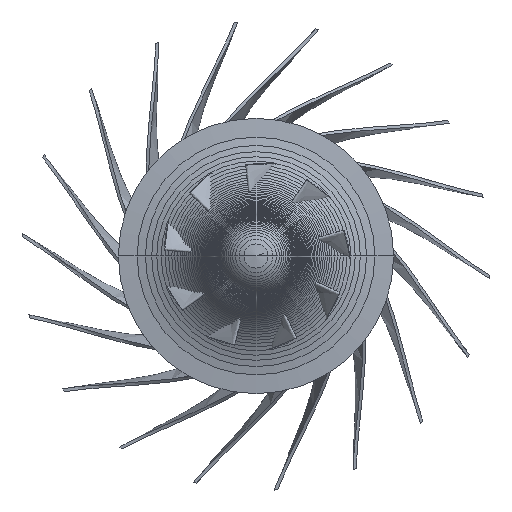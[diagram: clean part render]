
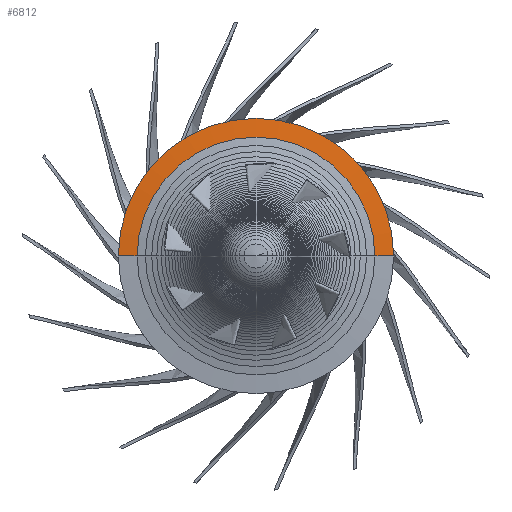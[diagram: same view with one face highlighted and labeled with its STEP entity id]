
A CAD part, left-side view. The second image highlights one B-rep face of the part: STEP entity #6812.
In plain terms, the highlighted conical face has half-angle 84.52 degrees and reference radius 9.622 mm.
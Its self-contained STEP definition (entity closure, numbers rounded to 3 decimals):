
#93 = PLANE('',#94);
#94 = AXIS2_PLACEMENT_3D('',#95,#96,#97);
#95 = CARTESIAN_POINT('',(10.141,0.,
    0.));
#96 = DIRECTION('',(0.,0.,1.));
#97 = DIRECTION('',(1.,0.,-0.));
#1924 = VERTEX_POINT('',#1925);
#1925 = CARTESIAN_POINT('',(10.1,-9.622,
    0.));
#1938 = CONICAL_SURFACE('',#1939,8.948,1.357);
#1939 = AXIS2_PLACEMENT_3D('',#1940,#1941,#1942);
#1940 = CARTESIAN_POINT('',(9.953,0.,0.));
#1941 = DIRECTION('',(1.,0.,0.));
#1942 = DIRECTION('',(-0.,1.,0.));
#1949 = EDGE_CURVE('',#1924,#1950,#1952,.T.);
#1950 = VERTEX_POINT('',#1951);
#1951 = CARTESIAN_POINT('',(10.246,-11.148,
    0.));
#1952 = SURFACE_CURVE('',#1953,(#1957,#1963),.PCURVE_S1.);
#1953 = LINE('',#1954,#1955);
#1954 = CARTESIAN_POINT('',(9.177,0.,0.));
#1955 = VECTOR('',#1956,1.);
#1956 = DIRECTION('',(0.095,-0.995,0.));
#1957 = PCURVE('',#93,#1958);
#1958 = DEFINITIONAL_REPRESENTATION('',(#1959),#1962);
#1959 = B_SPLINE_CURVE_WITH_KNOTS('',1,(#1960,#1961),.UNSPECIFIED.,.F.,
  .F.,(2,2),(9.666,11.199),.PIECEWISE_BEZIER_KNOTS.);
#1960 = CARTESIAN_POINT('',(-0.041,-9.622));
#1961 = CARTESIAN_POINT('',(0.105,-11.148));
#1962 = ( GEOMETRIC_REPRESENTATION_CONTEXT(2) 
PARAMETRIC_REPRESENTATION_CONTEXT() REPRESENTATION_CONTEXT('2D SPACE',''
  ) );
#1963 = PCURVE('',#1964,#1969);
#1964 = CONICAL_SURFACE('',#1965,9.622,1.475);
#1965 = AXIS2_PLACEMENT_3D('',#1966,#1967,#1968);
#1966 = CARTESIAN_POINT('',(10.1,0.,0.));
#1967 = DIRECTION('',(1.,0.,0.));
#1968 = DIRECTION('',(-0.,1.,0.));
#1969 = DEFINITIONAL_REPRESENTATION('',(#1970),#1973);
#1970 = B_SPLINE_CURVE_WITH_KNOTS('',1,(#1971,#1972),.UNSPECIFIED.,.F.,
  .F.,(2,2),(9.666,11.199),.PIECEWISE_BEZIER_KNOTS.);
#1971 = CARTESIAN_POINT('',(3.142,0.));
#1972 = CARTESIAN_POINT('',(3.142,0.146));
#1973 = ( GEOMETRIC_REPRESENTATION_CONTEXT(2) 
PARAMETRIC_REPRESENTATION_CONTEXT() REPRESENTATION_CONTEXT('2D SPACE',''
  ) );
#1990 = CYLINDRICAL_SURFACE('',#1991,11.148);
#1991 = AXIS2_PLACEMENT_3D('',#1992,#1993,#1994);
#1992 = CARTESIAN_POINT('',(10.246,0.,0.));
#1993 = DIRECTION('',(1.,0.,0.));
#1994 = DIRECTION('',(-0.,1.,0.));
#3302 = VERTEX_POINT('',#3303);
#3303 = CARTESIAN_POINT('',(10.246,11.148,0.));
#3324 = EDGE_CURVE('',#3325,#3302,#3327,.T.);
#3325 = VERTEX_POINT('',#3326);
#3326 = CARTESIAN_POINT('',(10.1,9.622,0.));
#3327 = SURFACE_CURVE('',#3328,(#3332,#3339),.PCURVE_S1.);
#3328 = LINE('',#3329,#3330);
#3329 = CARTESIAN_POINT('',(10.1,9.622,0.));
#3330 = VECTOR('',#3331,1.);
#3331 = DIRECTION('',(0.095,0.995,0.));
#3332 = PCURVE('',#93,#3333);
#3333 = DEFINITIONAL_REPRESENTATION('',(#3334),#3338);
#3334 = LINE('',#3335,#3336);
#3335 = CARTESIAN_POINT('',(-0.041,9.622));
#3336 = VECTOR('',#3337,1.);
#3337 = DIRECTION('',(0.095,0.995));
#3338 = ( GEOMETRIC_REPRESENTATION_CONTEXT(2) 
PARAMETRIC_REPRESENTATION_CONTEXT() REPRESENTATION_CONTEXT('2D SPACE',''
  ) );
#3339 = PCURVE('',#1964,#3340);
#3340 = DEFINITIONAL_REPRESENTATION('',(#3341),#3345);
#3341 = LINE('',#3342,#3343);
#3342 = CARTESIAN_POINT('',(0.,0.));
#3343 = VECTOR('',#3344,1.);
#3344 = DIRECTION('',(0.,1.));
#3345 = ( GEOMETRIC_REPRESENTATION_CONTEXT(2) 
PARAMETRIC_REPRESENTATION_CONTEXT() REPRESENTATION_CONTEXT('2D SPACE',''
  ) );
#6791 = EDGE_CURVE('',#3325,#1924,#6792,.T.);
#6792 = SURFACE_CURVE('',#6793,(#6798,#6805),.PCURVE_S1.);
#6793 = CIRCLE('',#6794,9.622);
#6794 = AXIS2_PLACEMENT_3D('',#6795,#6796,#6797);
#6795 = CARTESIAN_POINT('',(10.1,0.,0.));
#6796 = DIRECTION('',(1.,0.,0.));
#6797 = DIRECTION('',(-0.,1.,0.));
#6798 = PCURVE('',#1938,#6799);
#6799 = DEFINITIONAL_REPRESENTATION('',(#6800),#6804);
#6800 = LINE('',#6801,#6802);
#6801 = CARTESIAN_POINT('',(0.,0.146));
#6802 = VECTOR('',#6803,1.);
#6803 = DIRECTION('',(1.,0.));
#6804 = ( GEOMETRIC_REPRESENTATION_CONTEXT(2) 
PARAMETRIC_REPRESENTATION_CONTEXT() REPRESENTATION_CONTEXT('2D SPACE',''
  ) );
#6805 = PCURVE('',#1964,#6806);
#6806 = DEFINITIONAL_REPRESENTATION('',(#6807),#6811);
#6807 = LINE('',#6808,#6809);
#6808 = CARTESIAN_POINT('',(0.,0.));
#6809 = VECTOR('',#6810,1.);
#6810 = DIRECTION('',(1.,0.));
#6811 = ( GEOMETRIC_REPRESENTATION_CONTEXT(2) 
PARAMETRIC_REPRESENTATION_CONTEXT() REPRESENTATION_CONTEXT('2D SPACE',''
  ) );
#6812 = ADVANCED_FACE('',(#6813),#1964,.T.);
#6813 = FACE_BOUND('',#6814,.T.);
#6814 = EDGE_LOOP('',(#6815,#6816,#6817,#6818));
#6815 = ORIENTED_EDGE('',*,*,#3324,.F.);
#6816 = ORIENTED_EDGE('',*,*,#6791,.T.);
#6817 = ORIENTED_EDGE('',*,*,#1949,.T.);
#6818 = ORIENTED_EDGE('',*,*,#6819,.F.);
#6819 = EDGE_CURVE('',#3302,#1950,#6820,.T.);
#6820 = SURFACE_CURVE('',#6821,(#6826,#6833),.PCURVE_S1.);
#6821 = CIRCLE('',#6822,11.148);
#6822 = AXIS2_PLACEMENT_3D('',#6823,#6824,#6825);
#6823 = CARTESIAN_POINT('',(10.246,0.,0.));
#6824 = DIRECTION('',(1.,0.,0.));
#6825 = DIRECTION('',(-0.,1.,0.));
#6826 = PCURVE('',#1964,#6827);
#6827 = DEFINITIONAL_REPRESENTATION('',(#6828),#6832);
#6828 = LINE('',#6829,#6830);
#6829 = CARTESIAN_POINT('',(0.,0.146));
#6830 = VECTOR('',#6831,1.);
#6831 = DIRECTION('',(1.,0.));
#6832 = ( GEOMETRIC_REPRESENTATION_CONTEXT(2) 
PARAMETRIC_REPRESENTATION_CONTEXT() REPRESENTATION_CONTEXT('2D SPACE',''
  ) );
#6833 = PCURVE('',#1990,#6834);
#6834 = DEFINITIONAL_REPRESENTATION('',(#6835),#6839);
#6835 = LINE('',#6836,#6837);
#6836 = CARTESIAN_POINT('',(0.,0.));
#6837 = VECTOR('',#6838,1.);
#6838 = DIRECTION('',(1.,0.));
#6839 = ( GEOMETRIC_REPRESENTATION_CONTEXT(2) 
PARAMETRIC_REPRESENTATION_CONTEXT() REPRESENTATION_CONTEXT('2D SPACE',''
  ) );
